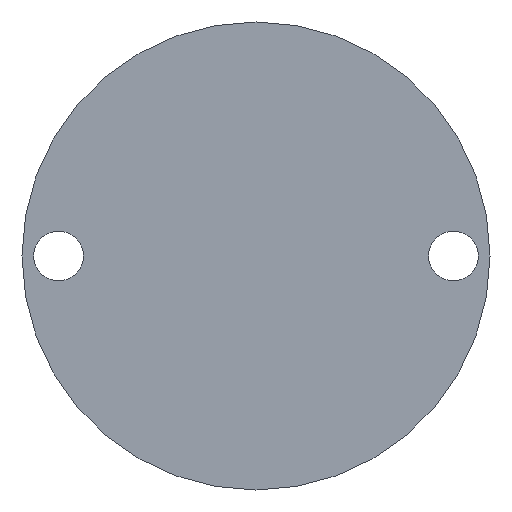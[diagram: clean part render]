
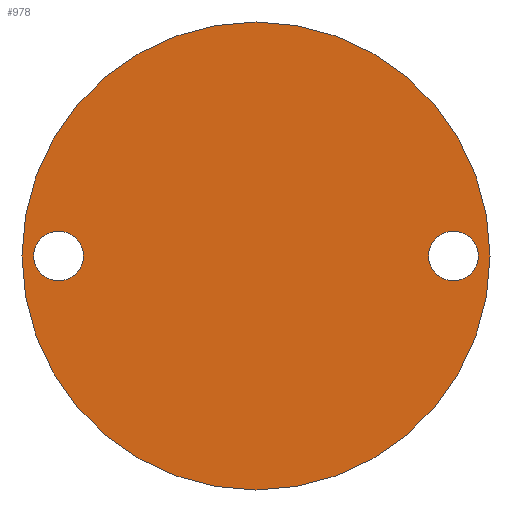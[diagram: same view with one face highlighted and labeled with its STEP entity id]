
A CAD part, front view. The second image highlights one B-rep face of the part: STEP entity #978.
In plain terms, the highlighted planar face has unit normal (0, -1, 0).
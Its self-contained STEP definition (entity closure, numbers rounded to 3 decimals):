
#30 = EDGE_CURVE ( 'NONE', #169, #672, #183, .T. ) ;
#47 = CIRCLE ( 'NONE', #1145, 4.25 ) ;
#91 = CARTESIAN_POINT ( 'NONE',  ( -40., 0., 0. ) ) ;
#111 = DIRECTION ( 'NONE',  ( 1., 0., 0. ) ) ;
#131 = EDGE_CURVE ( 'NONE', #672, #169, #1701, .T. ) ;
#169 = VERTEX_POINT ( 'NONE', #1402 ) ;
#183 = CIRCLE ( 'NONE', #1570, 4.25 ) ;
#192 = CARTESIAN_POINT ( 'NONE',  ( -38., 0., 0. ) ) ;
#235 = CARTESIAN_POINT ( 'NONE',  ( -33.75, 0., 0. ) ) ;
#246 = AXIS2_PLACEMENT_3D ( 'NONE', #1742, #360, #844 ) ;
#292 = CARTESIAN_POINT ( 'NONE',  ( 33.75, 0., 0. ) ) ;
#321 = VERTEX_POINT ( 'NONE', #1904 ) ;
#360 = DIRECTION ( 'NONE',  ( 0., -1., 0. ) ) ;
#452 = CARTESIAN_POINT ( 'NONE',  ( -33.75, 0., 0. ) ) ;
#475 = EDGE_CURVE ( 'NONE', #321, #1164, #47, .T. ) ;
#480 = VERTEX_POINT ( 'NONE', #91 ) ;
#498 = ORIENTED_EDGE ( 'NONE', *, *, #475, .T. ) ;
#625 = DIRECTION ( 'NONE',  ( -1., 0., 0. ) ) ;
#672 = VERTEX_POINT ( 'NONE', #192 ) ;
#699 = EDGE_CURVE ( 'NONE', #1164, #321, #1539, .T. ) ;
#725 = DIRECTION ( 'NONE',  ( 0., 1., 0. ) ) ;
#748 = CARTESIAN_POINT ( 'NONE',  ( 0., 0., 0. ) ) ;
#759 = DIRECTION ( 'NONE',  ( 0., 1., 0. ) ) ;
#844 = DIRECTION ( 'NONE',  ( 1., 0., 0. ) ) ;
#865 = FACE_BOUND ( 'NONE', #1784, .T. ) ;
#925 = DIRECTION ( 'NONE',  ( -1., 0., 0. ) ) ;
#978 = ADVANCED_FACE ( 'NONE', ( #1803, #865, #1219 ), #1512, .F. ) ;
#990 = ORIENTED_EDGE ( 'NONE', *, *, #1405, .T. ) ;
#993 = AXIS2_PLACEMENT_3D ( 'NONE', #1406, #1433, #625 ) ;
#1006 = DIRECTION ( 'NONE',  ( 0., 1., 0. ) ) ;
#1016 = DIRECTION ( 'NONE',  ( -1., 0., 0. ) ) ;
#1119 = CIRCLE ( 'NONE', #246, 40. ) ;
#1145 = AXIS2_PLACEMENT_3D ( 'NONE', #292, #1006, #1826 ) ;
#1164 = VERTEX_POINT ( 'NONE', #1865 ) ;
#1196 = ORIENTED_EDGE ( 'NONE', *, *, #1211, .T. ) ;
#1211 = EDGE_CURVE ( 'NONE', #1414, #480, #1119, .T. ) ;
#1219 = FACE_OUTER_BOUND ( 'NONE', #1566, .T. ) ;
#1250 = ORIENTED_EDGE ( 'NONE', *, *, #131, .T. ) ;
#1252 = AXIS2_PLACEMENT_3D ( 'NONE', #1662, #1324, #1016 ) ;
#1324 = DIRECTION ( 'NONE',  ( 0., 1., 0. ) ) ;
#1350 = CIRCLE ( 'NONE', #1897, 40. ) ;
#1402 = CARTESIAN_POINT ( 'NONE',  ( -29.5, 0., 0. ) ) ;
#1405 = EDGE_CURVE ( 'NONE', #480, #1414, #1350, .T. ) ;
#1406 = CARTESIAN_POINT ( 'NONE',  ( 33.75, 0., 0. ) ) ;
#1414 = VERTEX_POINT ( 'NONE', #1639 ) ;
#1433 = DIRECTION ( 'NONE',  ( 0., 1., 0. ) ) ;
#1445 = ORIENTED_EDGE ( 'NONE', *, *, #699, .T. ) ;
#1456 = ORIENTED_EDGE ( 'NONE', *, *, #30, .T. ) ;
#1512 = PLANE ( 'NONE',  #1252 ) ;
#1513 = DIRECTION ( 'NONE',  ( 0., -1., 0. ) ) ;
#1539 = CIRCLE ( 'NONE', #993, 4.25 ) ;
#1566 = EDGE_LOOP ( 'NONE', ( #1196, #990 ) ) ;
#1570 = AXIS2_PLACEMENT_3D ( 'NONE', #235, #725, #1817 ) ;
#1639 = CARTESIAN_POINT ( 'NONE',  ( 40., 0., 0. ) ) ;
#1662 = CARTESIAN_POINT ( 'NONE',  ( 0., 0., 0. ) ) ;
#1701 = CIRCLE ( 'NONE', #1794, 4.25 ) ;
#1742 = CARTESIAN_POINT ( 'NONE',  ( 0., 0., 0. ) ) ;
#1759 = EDGE_LOOP ( 'NONE', ( #1250, #1456 ) ) ;
#1784 = EDGE_LOOP ( 'NONE', ( #1445, #498 ) ) ;
#1794 = AXIS2_PLACEMENT_3D ( 'NONE', #452, #759, #925 ) ;
#1803 = FACE_BOUND ( 'NONE', #1759, .T. ) ;
#1817 = DIRECTION ( 'NONE',  ( -1., 0., 0. ) ) ;
#1826 = DIRECTION ( 'NONE',  ( -1., 0., 0. ) ) ;
#1865 = CARTESIAN_POINT ( 'NONE',  ( 29.5, 0., 0. ) ) ;
#1897 = AXIS2_PLACEMENT_3D ( 'NONE', #748, #1513, #111 ) ;
#1904 = CARTESIAN_POINT ( 'NONE',  ( 38., 0., 0. ) ) ;
